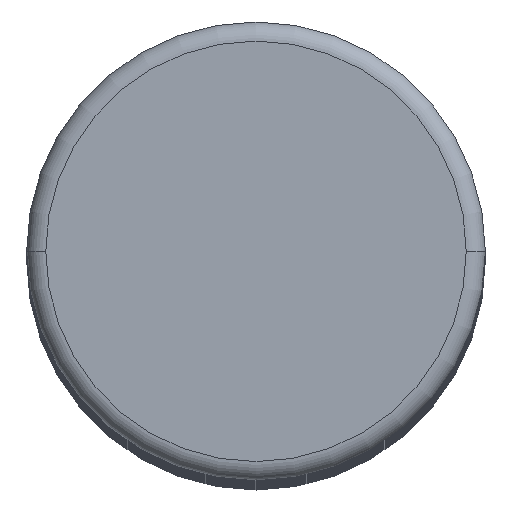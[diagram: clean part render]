
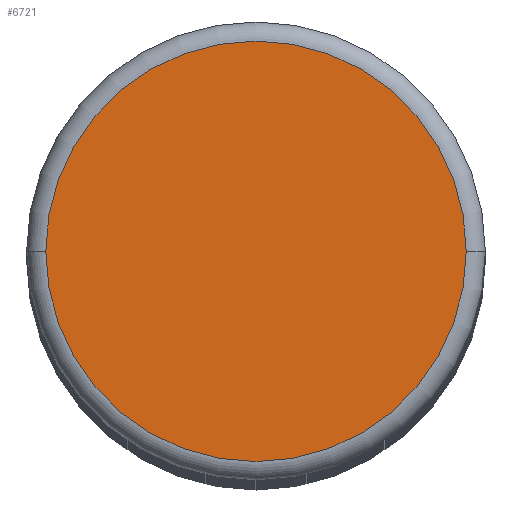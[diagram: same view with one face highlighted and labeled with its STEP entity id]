
A CAD part, top view. The second image highlights one B-rep face of the part: STEP entity #6721.
In plain terms, the highlighted planar face has unit normal (0, 0, 1).
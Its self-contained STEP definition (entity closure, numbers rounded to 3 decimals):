
#682 = DIRECTION ( 'NONE',  ( 0., 0., 1. ) ) ;
#1266 = ORIENTED_EDGE ( 'NONE', *, *, #10320, .T. ) ;
#2119 = VERTEX_POINT ( 'NONE', #11792 ) ;
#2452 = ORIENTED_EDGE ( 'NONE', *, *, #4833, .T. ) ;
#2663 = DIRECTION ( 'NONE',  ( 1., 0., 0. ) ) ;
#3009 = CARTESIAN_POINT ( 'NONE',  ( 0., 0., 140. ) ) ;
#3477 = EDGE_LOOP ( 'NONE', ( #1266, #2452 ) ) ;
#4088 = DIRECTION ( 'NONE',  ( 1., 0., 0. ) ) ;
#4833 = EDGE_CURVE ( 'NONE', #2119, #12605, #5069, .T. ) ;
#5069 = CIRCLE ( 'NONE', #5957, 5.5 ) ;
#5561 = AXIS2_PLACEMENT_3D ( 'NONE', #6953, #9135, #2663 ) ;
#5957 = AXIS2_PLACEMENT_3D ( 'NONE', #7160, #682, #8233 ) ;
#6721 = ADVANCED_FACE ( 'NONE', ( #12040 ), #11295, .T. ) ;
#6953 = CARTESIAN_POINT ( 'NONE',  ( 0., 0., 140. ) ) ;
#7160 = CARTESIAN_POINT ( 'NONE',  ( 0., 0., 140. ) ) ;
#8233 = DIRECTION ( 'NONE',  ( 1., 0., 0. ) ) ;
#8571 = CARTESIAN_POINT ( 'NONE',  ( 5.5, 0., 140. ) ) ;
#9135 = DIRECTION ( 'NONE',  ( 0., 0., 1. ) ) ;
#10320 = EDGE_CURVE ( 'NONE', #12605, #2119, #13005, .T. ) ;
#10604 = DIRECTION ( 'NONE',  ( 0., 0., 1. ) ) ;
#10981 = AXIS2_PLACEMENT_3D ( 'NONE', #3009, #10604, #4088 ) ;
#11295 = PLANE ( 'NONE',  #5561 ) ;
#11792 = CARTESIAN_POINT ( 'NONE',  ( -5.5, 0., 140. ) ) ;
#12040 = FACE_OUTER_BOUND ( 'NONE', #3477, .T. ) ;
#12605 = VERTEX_POINT ( 'NONE', #8571 ) ;
#13005 = CIRCLE ( 'NONE', #10981, 5.5 ) ;
